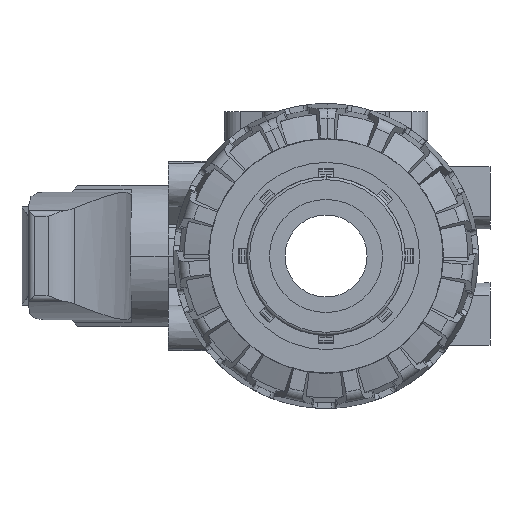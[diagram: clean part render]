
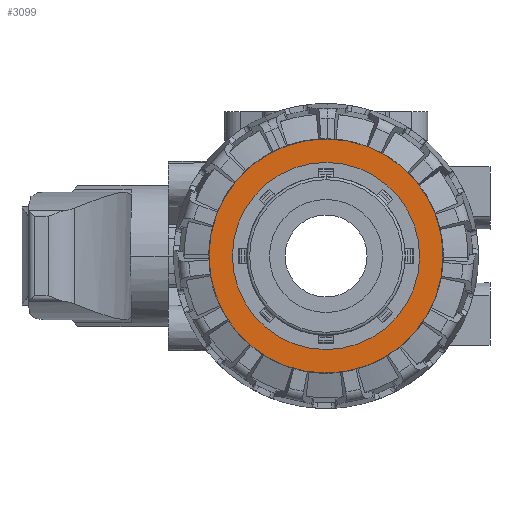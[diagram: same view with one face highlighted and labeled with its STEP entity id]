
A CAD part, left-side view. The second image highlights one B-rep face of the part: STEP entity #3099.
In plain terms, the highlighted planar face has unit normal (-1, 0, 0).
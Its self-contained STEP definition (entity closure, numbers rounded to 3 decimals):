
#3099=ADVANCED_FACE('',(#6882,#6883),#6884,.T.);
#6882=FACE_BOUND('',#11467,.T.);
#6883=FACE_OUTER_BOUND('',#11468,.T.);
#6884=PLANE('',#11469);
#11467=EDGE_LOOP('',(#20893,#20894));
#11468=EDGE_LOOP('',(#20895,#20896));
#11469=AXIS2_PLACEMENT_3D('',#20897,#20898,#20899);
#20893=ORIENTED_EDGE('',*,*,#28709,.T.);
#20894=ORIENTED_EDGE('',*,*,#29707,.T.);
#20895=ORIENTED_EDGE('',*,*,#30177,.T.);
#20896=ORIENTED_EDGE('',*,*,#28652,.T.);
#20897=CARTESIAN_POINT('',(-41.0,-10.349,-0.107));
#20898=DIRECTION('',(-1.0,0.,0.));
#20899=DIRECTION('',(0.,1.,0.01));
#28652=EDGE_CURVE('',#34754,#34752,#34755,.T.);
#28709=EDGE_CURVE('',#34853,#34857,#34859,.T.);
#29707=EDGE_CURVE('',#34857,#34853,#36303,.T.);
#30177=EDGE_CURVE('',#34752,#34754,#37020,.T.);
#34752=VERTEX_POINT('',#44266);
#34754=VERTEX_POINT('',#44269);
#34755=CIRCLE('',#44270,20.7);
#34853=VERTEX_POINT('',#44404);
#34857=VERTEX_POINT('',#44409);
#34859=CIRCLE('',#44412,16.55);
#36303=CIRCLE('',#47558,16.55);
#37020=CIRCLE('',#49457,20.7);
#44266=CARTESIAN_POINT('',(-41.0,-20.699,-0.214));
#44269=CARTESIAN_POINT('',(-41.0,20.699,0.214));
#44270=AXIS2_PLACEMENT_3D('',#59863,#59864,#59865);
#44404=CARTESIAN_POINT('',(-41.0,-16.549,-0.171));
#44409=CARTESIAN_POINT('',(-41.0,16.549,0.171));
#44412=AXIS2_PLACEMENT_3D('',#59991,#59992,#59993);
#47558=AXIS2_PLACEMENT_3D('',#61031,#61032,#61033);
#49457=AXIS2_PLACEMENT_3D('',#61487,#61488,#61489);
#59863=CARTESIAN_POINT('',(-41.0,0.,0.));
#59864=DIRECTION('',(-1.0,0.,0.));
#59865=DIRECTION('',(0.,-1.,-0.01));
#59991=CARTESIAN_POINT('',(-41.0,0.,0.));
#59992=DIRECTION('',(1.0,0.,0.));
#59993=DIRECTION('',(0.,-1.,-0.01));
#61031=CARTESIAN_POINT('',(-41.0,0.,0.));
#61032=DIRECTION('',(1.0,0.,0.));
#61033=DIRECTION('',(0.,-1.,-0.01));
#61487=CARTESIAN_POINT('',(-41.0,0.,0.));
#61488=DIRECTION('',(-1.0,0.,0.));
#61489=DIRECTION('',(0.,-1.,-0.01));
